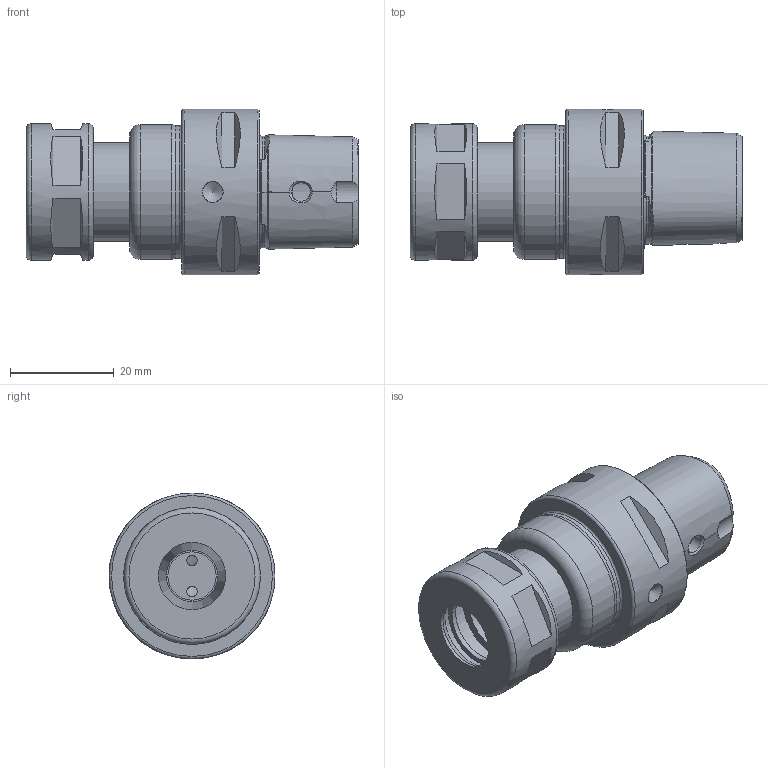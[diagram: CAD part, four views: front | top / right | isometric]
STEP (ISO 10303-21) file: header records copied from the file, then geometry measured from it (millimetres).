
FILE_DESCRIPTION((''),'2;1');
FILE_NAME('670000309045-3D.stp','2021-01-28T10:21:44',('nttooll'),(''),'Autodesk Inventor 2012','Autodesk Inventor 2012','');
FILE_SCHEMA(('AUTOMOTIVE_DESIGN { 1 0 10303 214 1 1 1 1 }'));
Length unit declared in the file: millimetre
Products named in the file (1): 670000309045-3D
Bounding box: 64 x 32 x 32 mm (x, y, z)
Volume: 24242 mm3; surface area: 10328 mm2
Topology: 1 solids, 2 shells, 133 faces, 285 edges, 179 vertices
Faces by surface type: plane 53, cylinder 31, cone 24, bspline 16, torus 9
Full cylindrical faces by diameter (mm): 2 x2, 3.6 x1, 4 x2, 9.3 x1, 9.5 x1, 10.5 x1, 12 x2, 12.5 x1, 13 x1, 13.5 x1, 15 x2, 15.5 x1, 16.5 x1, 19 x2, 25.6 x1, 26 x1, 26.3 x1, 32 x1
Entity records: 6650 total; most frequent: CARTESIAN_POINT 4036, DIRECTION 490, ORIENTED_EDGE 444, EDGE_CURVE 222, AXIS2_PLACEMENT_3D 216, EDGE_LOOP 211, VERTEX_POINT 167, FACE_OUTER_BOUND 131
